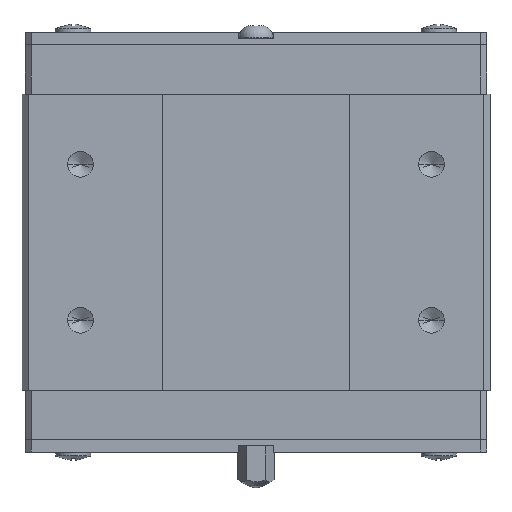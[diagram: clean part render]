
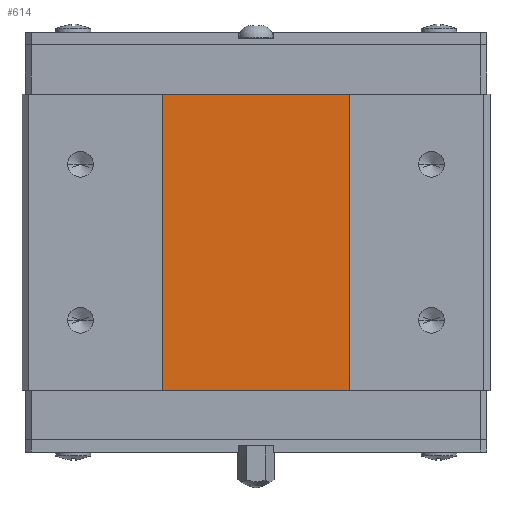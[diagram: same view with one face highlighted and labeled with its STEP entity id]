
A CAD part, top view. The second image highlights one B-rep face of the part: STEP entity #614.
In plain terms, the highlighted planar face has unit normal (0, 0, 1).
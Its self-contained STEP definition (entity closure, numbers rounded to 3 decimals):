
#614=ADVANCED_FACE('',(#1300),#1301,.T.);
#1300=FACE_OUTER_BOUND('',#2082,.T.);
#1301=PLANE('',#2083);
#2082=EDGE_LOOP('',(#3925,#3926,#3927,#3928));
#2083=AXIS2_PLACEMENT_3D('',#3929,#3930,#3931);
#3925=ORIENTED_EDGE('',*,*,#5247,.F.);
#3926=ORIENTED_EDGE('',*,*,#5248,.F.);
#3927=ORIENTED_EDGE('',*,*,#5249,.F.);
#3928=ORIENTED_EDGE('',*,*,#5250,.F.);
#3929=CARTESIAN_POINT('',(0.0,26.901,15.75));
#3930=DIRECTION('',(0.0,0.0,1.0));
#3931=DIRECTION('',(1.0,0.0,0.0));
#5247=EDGE_CURVE('',#6491,#6492,#6493,.T.);
#5248=EDGE_CURVE('',#6494,#6491,#6495,.T.);
#5249=EDGE_CURVE('',#6496,#6494,#6497,.T.);
#5250=EDGE_CURVE('',#6492,#6496,#6498,.T.);
#6491=VERTEX_POINT('',#8751);
#6492=VERTEX_POINT('',#8752);
#6493=LINE('',#8753,#8754);
#6494=VERTEX_POINT('',#8755);
#6495=LINE('',#8756,#8757);
#6496=VERTEX_POINT('',#8758);
#6497=LINE('',#8759,#8760);
#6498=LINE('',#8761,#8762);
#8751=CARTESIAN_POINT('',(12.0,45.901,15.75));
#8752=CARTESIAN_POINT('',(12.0,7.901,15.75));
#8753=CARTESIAN_POINT('',(12.0,26.901,15.75));
#8754=VECTOR('',#9719,1.0);
#8755=CARTESIAN_POINT('',(-12.0,45.901,15.75));
#8756=CARTESIAN_POINT('',(0.,45.901,15.75));
#8757=VECTOR('',#9720,1.0);
#8758=CARTESIAN_POINT('',(-12.0,7.901,15.75));
#8759=CARTESIAN_POINT('',(-12.0,26.901,15.75));
#8760=VECTOR('',#9721,1.0);
#8761=CARTESIAN_POINT('',(0.0,7.901,15.75));
#8762=VECTOR('',#9722,1.0);
#9719=DIRECTION('',(0.0,-1.0,0.0));
#9720=DIRECTION('',(1.0,0.0,-0.0));
#9721=DIRECTION('',(0.0,1.0,0.0));
#9722=DIRECTION('',(-1.0,0.0,0.0));
